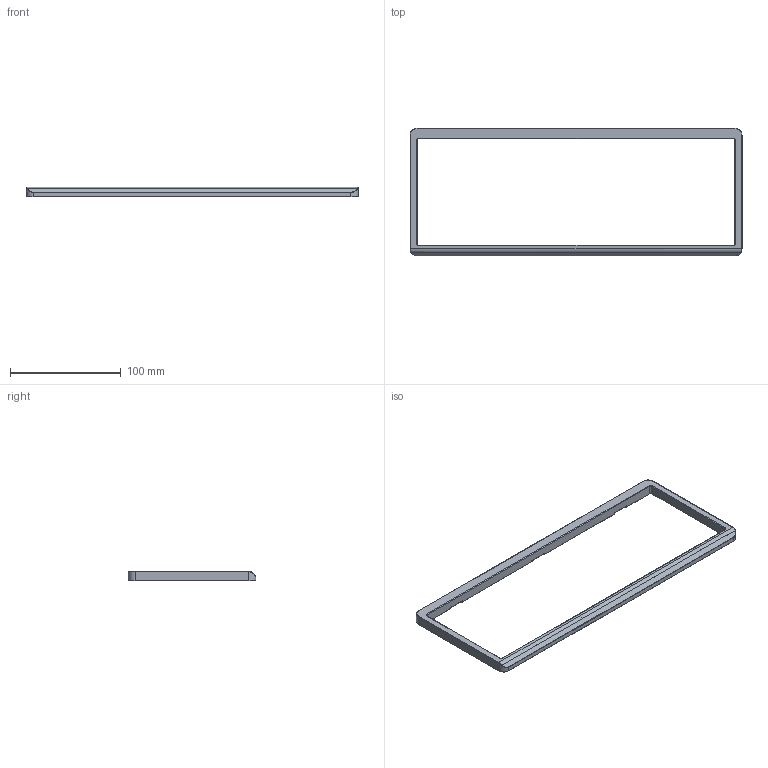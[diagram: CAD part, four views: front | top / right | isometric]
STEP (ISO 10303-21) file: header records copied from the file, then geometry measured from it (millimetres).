
FILE_DESCRIPTION(/* description */ (''),/* implementation_level */ '2;1');
FILE_NAME(/* name */ 'TOP_WINKEY_V2.step',/* time_stamp */ '2020-11-25T08:42:31+00:00',/* author */ (''),/* organization */ (''),/* preprocessor_version */ 'ST-DEVELOPER v18.1',/* originating_system */ 'Autodesk Translation Framework v9.3.0.1241',/* authorisation */ '');
FILE_SCHEMA (('AUTOMOTIVE_DESIGN { 1 0 10303 214 3 1 1 }'));
Length unit declared in the file: millimetre
Products named in the file (1): Top (1)
Bounding box: 299.4 x 115.25 x 9 mm (x, y, z)
Volume: 57334.9 mm3; surface area: 27472.2 mm2
Topology: 1 solids, 1 shells, 183 faces, 420 edges, 252 vertices
Faces by surface type: cylinder 91, plane 44, torus 36, cone 8, bspline 4
Full cylindrical faces by diameter (mm): 2.075 x8, 2.529 x5, 6.35 x8
Entity records: 5261 total; most frequent: CARTESIAN_POINT 996, DIRECTION 972, ORIENTED_EDGE 824, EDGE_CURVE 412, AXIS2_PLACEMENT_3D 394, VERTEX_POINT 252, CIRCLE 210, EDGE_LOOP 206
